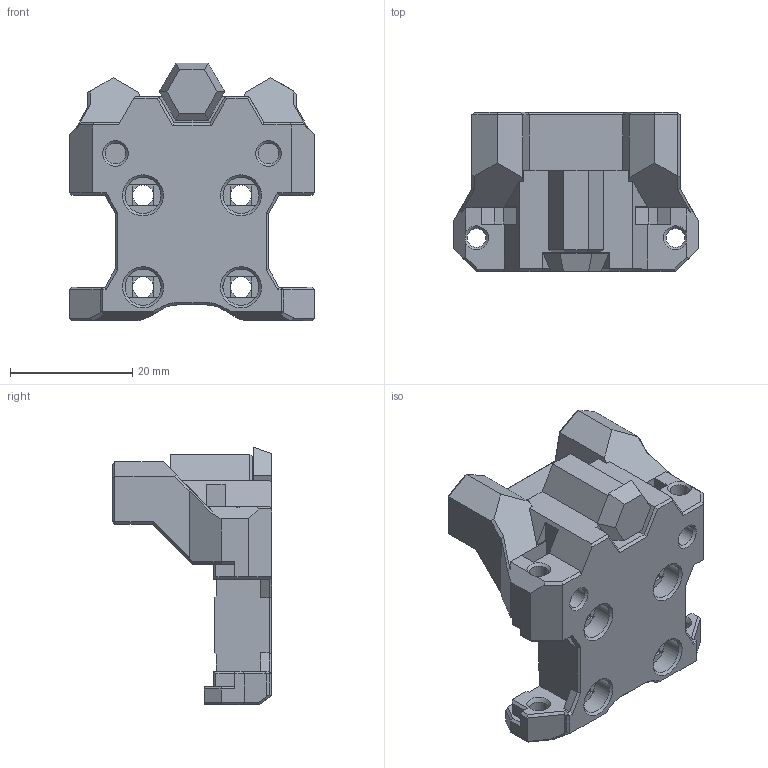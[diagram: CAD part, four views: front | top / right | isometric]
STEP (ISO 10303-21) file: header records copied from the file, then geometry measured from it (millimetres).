
FILE_DESCRIPTION(/* description */ (''),/* implementation_level */ '2;1');
FILE_NAME(/* name */ 'Vampire_X_Carriage_v38.step',/* time_stamp */ '2024-04-01T01:42:35-07:00',/* author */ (''),/* organization */ (''),/* preprocessor_version */ 'ST-DEVELOPER v20',/* originating_system */ 'Autodesk Translation Framework v12.20.1.177',/* authorisation */ '');
FILE_SCHEMA (('AUTOMOTIVE_DESIGN { 1 0 10303 214 3 1 1 }'));
Length unit declared in the file: millimetre
Products named in the file (3): Vampire X Carriage; X_Carriage; support
Assembly tree (2 placements, depth 3):
  Vampire X Carriage
    X_Carriage
      support
Bounding box: 40 x 26 x 42.1 mm (x, y, z)
Volume: 13510.3 mm3; surface area: 7421.9 mm2
Topology: 2 solids, 2 shells, 361 faces, 941 edges, 586 vertices
Faces by surface type: plane 313, cylinder 29, cone 19
Full cylindrical faces by diameter (mm): 2.8 x2, 3.1 x4, 3.4 x9, 4.7 x2, 5.9 x4
Entity records: 10975 total; most frequent: CARTESIAN_POINT 1917, ORIENTED_EDGE 1882, DIRECTION 1778, EDGE_CURVE 941, LINE 820, VECTOR 820, VERTEX_POINT 586, AXIS2_PLACEMENT_3D 479
